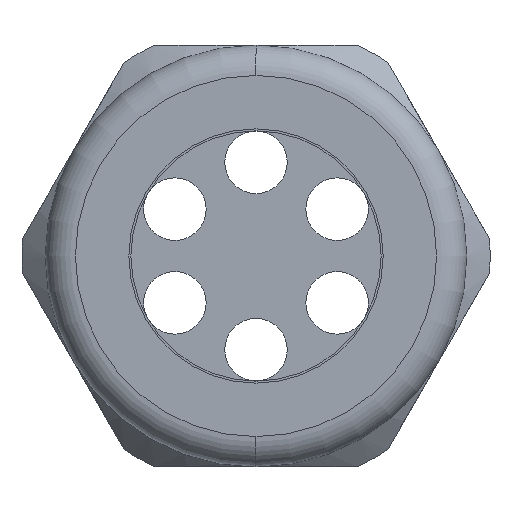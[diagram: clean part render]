
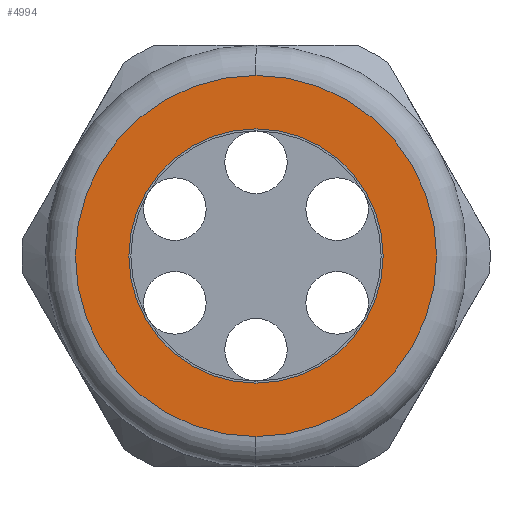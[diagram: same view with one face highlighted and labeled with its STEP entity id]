
A CAD part, left-side view. The second image highlights one B-rep face of the part: STEP entity #4994.
In plain terms, the highlighted planar face has unit normal (-1, 0, 0).
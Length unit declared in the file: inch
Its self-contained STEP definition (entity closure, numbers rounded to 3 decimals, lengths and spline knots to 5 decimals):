
#10 = VERTEX_POINT ( 'NONE', #560 ) ;
#18 = EDGE_CURVE ( 'NONE', #10, #23, #612, .T. ) ;
#23 = VERTEX_POINT ( 'NONE', #607 ) ;
#560 = CARTESIAN_POINT ( 'NONE',  ( -2.2, 0., 0.895 ) ) ;
#607 = CARTESIAN_POINT ( 'NONE',  ( -2.2, 0., -0.895 ) ) ;
#608 = DIRECTION ( 'NONE',  ( 0., 0., 1. ) ) ;
#609 = DIRECTION ( 'NONE',  ( -1., 0., 0. ) ) ;
#610 = CARTESIAN_POINT ( 'NONE',  ( -2.2, 0., 0. ) ) ;
#611 = AXIS2_PLACEMENT_3D ( 'NONE', #610, #609, #608 ) ;
#612 = CIRCLE ( 'NONE', #611, 0.895 ) ;
#1724 = CARTESIAN_POINT ( 'NONE',  ( -2.2, 0., 0.63 ) ) ;
#1735 = DIRECTION ( 'NONE',  ( 0., 0., -1. ) ) ;
#1736 = DIRECTION ( 'NONE',  ( 1., 0., 0. ) ) ;
#1737 = CARTESIAN_POINT ( 'NONE',  ( -2.2, 0., 0. ) ) ;
#1738 = AXIS2_PLACEMENT_3D ( 'NONE', #1737, #1736, #1735 ) ;
#1739 = CIRCLE ( 'NONE', #1738, 0.63 ) ;
#1740 = CARTESIAN_POINT ( 'NONE',  ( -2.2, 0., -0.63 ) ) ;
#3016 = DIRECTION ( 'NONE',  ( 0., 0., -1. ) ) ;
#3017 = DIRECTION ( 'NONE',  ( 1., 0., 0. ) ) ;
#3018 = CARTESIAN_POINT ( 'NONE',  ( -2.2, 0., 0. ) ) ;
#3019 = AXIS2_PLACEMENT_3D ( 'NONE', #3018, #3017, #3016 ) ;
#3020 = CIRCLE ( 'NONE', #3019, 0.63 ) ;
#3048 = DIRECTION ( 'NONE',  ( 0., 0., 1. ) ) ;
#3049 = DIRECTION ( 'NONE',  ( -1., 0., 0. ) ) ;
#3050 = CARTESIAN_POINT ( 'NONE',  ( -2.2, 0., 0. ) ) ;
#3051 = AXIS2_PLACEMENT_3D ( 'NONE', #3050, #3049, #3048 ) ;
#3056 = CIRCLE ( 'NONE', #3051, 0.895 ) ;
#3110 = DIRECTION ( 'NONE',  ( 0., 0., 1. ) ) ;
#3111 = DIRECTION ( 'NONE',  ( -1., 0., 0. ) ) ;
#3112 = CARTESIAN_POINT ( 'NONE',  ( -2.2, 1.045, 0. ) ) ;
#3113 = AXIS2_PLACEMENT_3D ( 'NONE', #3112, #3111, #3110 ) ;
#3114 = PLANE ( 'NONE',  #3113 ) ;
#3115 = FACE_BOUND ( 'NONE', #4941, .T. ) ;
#3116 = FACE_OUTER_BOUND ( 'NONE', #4971, .T. ) ;
#4215 = VERTEX_POINT ( 'NONE', #1740 ) ;
#4216 = EDGE_CURVE ( 'NONE', #4220, #4215, #1739, .T. ) ;
#4220 = VERTEX_POINT ( 'NONE', #1724 ) ;
#4781 = ORIENTED_EDGE ( 'NONE', *, *, #4216, .T. ) ;
#4936 = ORIENTED_EDGE ( 'NONE', *, *, #4939, .T. ) ;
#4939 = EDGE_CURVE ( 'NONE', #4215, #4220, #3020, .T. ) ;
#4941 = EDGE_LOOP ( 'NONE', ( #4936, #4781 ) ) ;
#4951 = EDGE_CURVE ( 'NONE', #23, #10, #3056, .T. ) ;
#4952 = ORIENTED_EDGE ( 'NONE', *, *, #4951, .T. ) ;
#4960 = ORIENTED_EDGE ( 'NONE', *, *, #18, .T. ) ;
#4971 = EDGE_LOOP ( 'NONE', ( #4960, #4952 ) ) ;
#4994 = ADVANCED_FACE ( 'NONE', ( #3116, #3115 ), #3114, .T. ) ;
